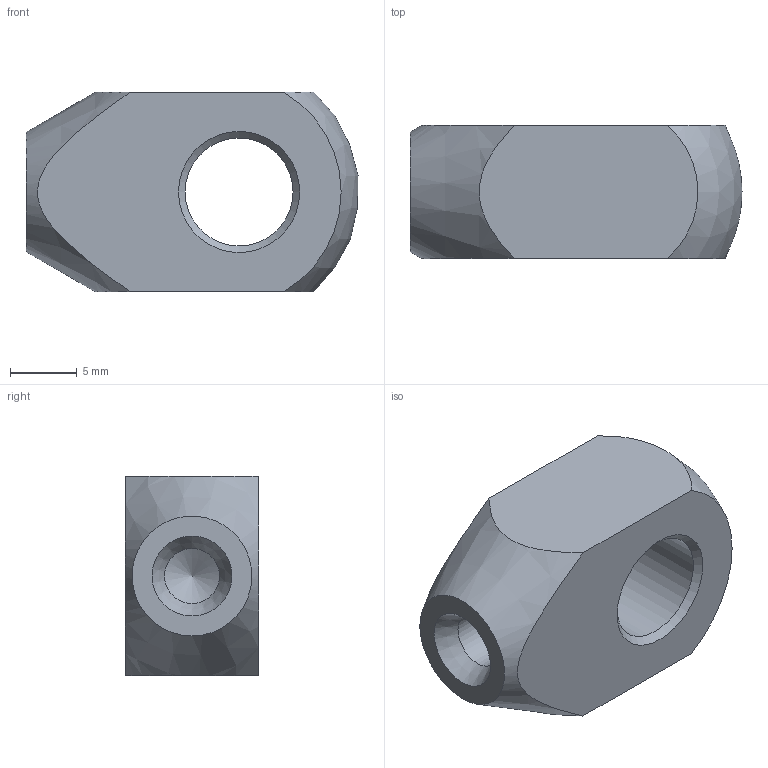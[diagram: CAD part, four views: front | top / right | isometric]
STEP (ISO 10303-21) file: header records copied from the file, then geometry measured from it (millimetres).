
FILE_DESCRIPTION(('FreeCAD Model'),'2;1');
FILE_NAME( 'Eye 6mm rod.stp', '2016-02-23T19:50:13',('Author'),(''), 'Open CASCADE STEP processor 6.8','FreeCAD','Unknown');
FILE_SCHEMA(('AUTOMOTIVE_DESIGN_CC2 { 1 2 10303 214 -1 1 5 4 }'));
Length unit declared in the file: millimetre
Products named in the file (1): ANS_-S-00080-EM
Bounding box: 24.93 x 10 x 15 mm (x, y, z)
Volume: 2592.6 mm3; surface area: 1545 mm2
Topology: 1 solids, 1 shells, 13 faces, 30 edges, 19 vertices
Faces by surface type: cone 5, plane 5, cylinder 2, sphere 1
Full cylindrical faces by diameter (mm): 4.134 x1, 8.1 x1
Entity records: 1277 total; most frequent: CARTESIAN_POINT 725, DIRECTION 86, ORIENTED_EDGE 58, PCURVE 58, DEFINITIONAL_REPRESENTATION 58, B_SPLINE_CURVE_WITH_KNOTS 30, EDGE_CURVE 29, AXIS2_PLACEMENT_3D 28
